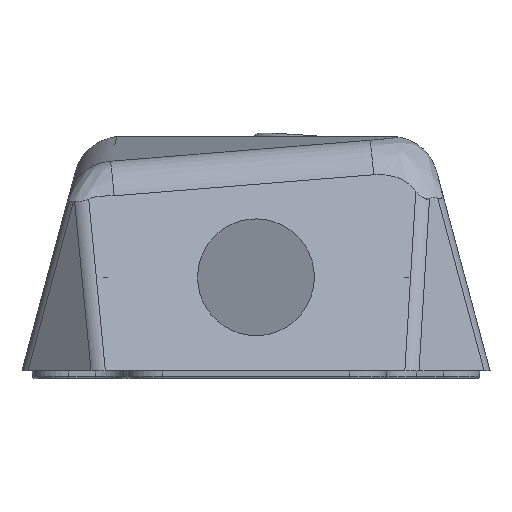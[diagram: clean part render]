
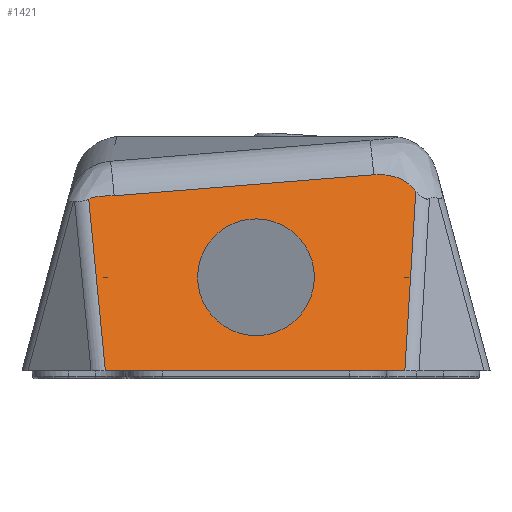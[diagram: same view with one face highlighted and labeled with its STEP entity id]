
A CAD part, front view. The second image highlights one B-rep face of the part: STEP entity #1421.
In plain terms, the highlighted planar face has unit normal (0, -0.966, 0.259).
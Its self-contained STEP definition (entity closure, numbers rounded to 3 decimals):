
#155 = VERTEX_POINT('',#156);
#156 = CARTESIAN_POINT('',(23.9,-60.294,
    34.899));
#210 = EDGE_CURVE('',#211,#155,#213,.T.);
#211 = VERTEX_POINT('',#212);
#212 = CARTESIAN_POINT('',(17.601,-59.643,
    37.328));
#213 = B_SPLINE_CURVE_WITH_KNOTS('',9,(#214,#215,#216,#217,#218,#219,
    #220,#221,#222,#223),.UNSPECIFIED.,.F.,.F.,(10,10),(0.,1.),
  .PIECEWISE_BEZIER_KNOTS.);
#214 = CARTESIAN_POINT('',(17.601,-59.643,
    37.328));
#215 = CARTESIAN_POINT('',(18.803,-59.617,
    37.425));
#216 = CARTESIAN_POINT('',(20.019,-59.632,
    37.371));
#217 = CARTESIAN_POINT('',(21.228,-59.698,
    37.123));
#218 = CARTESIAN_POINT('',(22.387,-59.826,
    36.646));
#219 = CARTESIAN_POINT('',(23.431,-60.022,
    35.915));
#220 = CARTESIAN_POINT('',(24.252,-60.282,
    34.943));
#221 = CARTESIAN_POINT('',(24.776,-60.583,33.821)
  );
#222 = CARTESIAN_POINT('',(24.992,-60.899,
    32.641));
#223 = CARTESIAN_POINT('',(24.921,-61.211,
    31.478));
#914 = VERTEX_POINT('',#915);
#915 = CARTESIAN_POINT('',(-22.535,-67.501,8.));
#922 = EDGE_CURVE('',#914,#923,#925,.T.);
#923 = VERTEX_POINT('',#924);
#924 = CARTESIAN_POINT('',(22.261,-67.501,8.));
#925 = LINE('',#926,#927);
#926 = CARTESIAN_POINT('',(50.,-67.501,8.));
#927 = VECTOR('',#928,1.);
#928 = DIRECTION('',(1.,0.,0.));
#1285 = EDGE_CURVE('',#155,#923,#1286,.T.);
#1286 = LINE('',#1287,#1288);
#1287 = CARTESIAN_POINT('',(23.696,-61.192,
    31.547));
#1288 = VECTOR('',#1289,1.);
#1289 = DIRECTION('',(-0.059,-0.258,
    -0.964));
#1399 = VERTEX_POINT('',#1400);
#1400 = CARTESIAN_POINT('',(-21.222,-60.484,
    34.19));
#1411 = EDGE_CURVE('',#1399,#211,#1412,.T.);
#1412 = LINE('',#1413,#1414);
#1413 = CARTESIAN_POINT('',(-26.325,-60.594,
    33.778));
#1414 = VECTOR('',#1415,1.);
#1415 = DIRECTION('',(0.997,0.022,0.081
    ));
#1421 = ADVANCED_FACE('',(#1422,#1449),#1460,.F.);
#1422 = FACE_BOUND('',#1423,.F.);
#1423 = EDGE_LOOP('',(#1424,#1432,#1445,#1446,#1447,#1448));
#1424 = ORIENTED_EDGE('',*,*,#1425,.T.);
#1425 = EDGE_CURVE('',#914,#1426,#1428,.T.);
#1426 = VERTEX_POINT('',#1427);
#1427 = CARTESIAN_POINT('',(-25.019,-60.627,
    33.654));
#1428 = LINE('',#1429,#1430);
#1429 = CARTESIAN_POINT('',(-21.771,-69.615,
    0.111));
#1430 = VECTOR('',#1431,1.);
#1431 = DIRECTION('',(-0.093,0.258,0.962)
  );
#1432 = ORIENTED_EDGE('',*,*,#1433,.F.);
#1433 = EDGE_CURVE('',#1399,#1426,#1434,.T.);
#1434 = B_SPLINE_CURVE_WITH_KNOTS('',9,(#1435,#1436,#1437,#1438,#1439,
    #1440,#1441,#1442,#1443,#1444),.UNSPECIFIED.,.F.,.F.,(10,10),(0.,1.)
  ,.PIECEWISE_BEZIER_KNOTS.);
#1435 = CARTESIAN_POINT('',(-21.222,-60.484,
    34.19));
#1436 = CARTESIAN_POINT('',(-21.913,-60.499,
    34.134));
#1437 = CARTESIAN_POINT('',(-22.61,-60.494,
    34.153));
#1438 = CARTESIAN_POINT('',(-23.295,-60.484,
    34.189));
#1439 = CARTESIAN_POINT('',(-23.998,-60.493,
    34.155));
#1440 = CARTESIAN_POINT('',(-24.683,-60.523,
    34.044));
#1441 = CARTESIAN_POINT('',(-25.411,-60.612,
    33.713));
#1442 = CARTESIAN_POINT('',(-25.928,-60.771,
    33.117));
#1443 = CARTESIAN_POINT('',(-26.143,-60.957,
    32.426));
#1444 = CARTESIAN_POINT('',(-26.079,-61.135,
    31.759));
#1445 = ORIENTED_EDGE('',*,*,#1411,.T.);
#1446 = ORIENTED_EDGE('',*,*,#210,.T.);
#1447 = ORIENTED_EDGE('',*,*,#1285,.T.);
#1448 = ORIENTED_EDGE('',*,*,#922,.F.);
#1449 = FACE_BOUND('',#1450,.F.);
#1450 = EDGE_LOOP('',(#1451));
#1451 = ORIENTED_EDGE('',*,*,#1452,.F.);
#1452 = EDGE_CURVE('',#1453,#1453,#1455,.T.);
#1453 = VERTEX_POINT('',#1454);
#1454 = CARTESIAN_POINT('',(8.73,-63.75,22.));
#1455 = ELLIPSE('',#1456,9.038,8.73);
#1456 = AXIS2_PLACEMENT_3D('',#1457,#1458,#1459);
#1457 = CARTESIAN_POINT('',(0.,-63.75,22.));
#1458 = DIRECTION('',(0.,0.966,-0.259)
  );
#1459 = DIRECTION('',(0.,0.259,0.966)
  );
#1460 = PLANE('',#1461);
#1461 = AXIS2_PLACEMENT_3D('',#1462,#1463,#1464);
#1462 = CARTESIAN_POINT('',(100.,-69.645,0.));
#1463 = DIRECTION('',(0.,0.966,-0.259)
  );
#1464 = DIRECTION('',(0.,0.259,0.966)
  );
